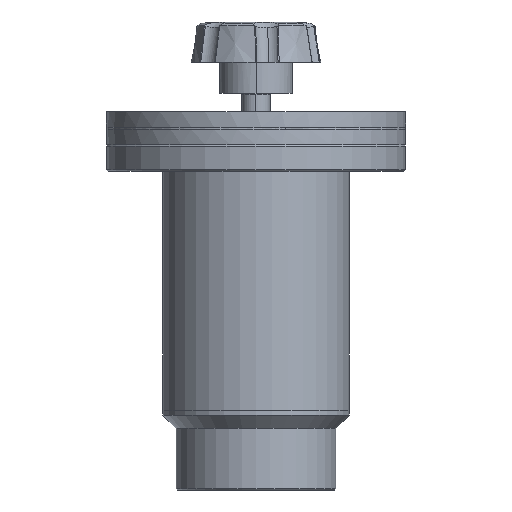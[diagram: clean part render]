
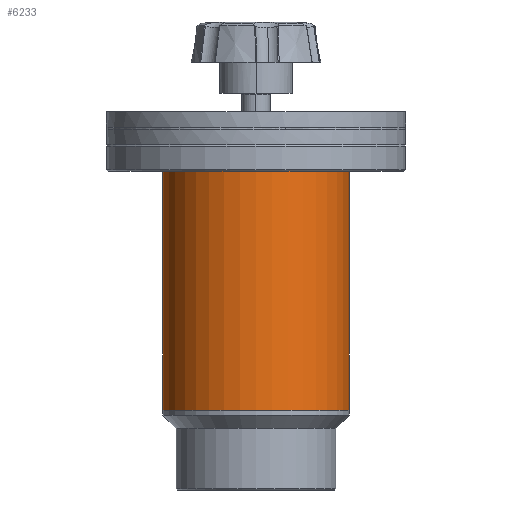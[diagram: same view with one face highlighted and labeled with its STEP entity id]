
A CAD part, front view. The second image highlights one B-rep face of the part: STEP entity #6233.
In plain terms, the highlighted cylindrical face has radius 44.45 mm (diameter 88.9 mm), a partial arc.
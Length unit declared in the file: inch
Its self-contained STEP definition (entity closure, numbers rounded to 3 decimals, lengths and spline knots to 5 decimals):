
#54 = CYLINDRICAL_SURFACE ( 'NONE', #2978, 1.75 ) ;
#1011 = LINE ( 'NONE', #13134, #12528 ) ;
#1631 = CIRCLE ( 'NONE', #9680, 1.75 ) ;
#1862 = CARTESIAN_POINT ( 'NONE',  ( 0., 0., 4.53 ) ) ;
#2466 = CARTESIAN_POINT ( 'NONE',  ( -1.75, 0., 4.53 ) ) ;
#2477 = LINE ( 'NONE', #6377, #13975 ) ;
#2503 = VERTEX_POINT ( 'NONE', #8628 ) ;
#2978 = AXIS2_PLACEMENT_3D ( 'NONE', #3651, #9220, #10333 ) ;
#3576 = DIRECTION ( 'NONE',  ( -1., 0., 0. ) ) ;
#3651 = CARTESIAN_POINT ( 'NONE',  ( 0., 0., 4.55 ) ) ;
#4013 = EDGE_LOOP ( 'NONE', ( #8673, #13157, #9985, #6280 ) ) ;
#4129 = DIRECTION ( 'NONE',  ( 0., 0., 1. ) ) ;
#4848 = VERTEX_POINT ( 'NONE', #7839 ) ;
#6233 = ADVANCED_FACE ( 'NONE', ( #6344 ), #54, .T. ) ;
#6280 = ORIENTED_EDGE ( 'NONE', *, *, #6396, .T. ) ;
#6344 = FACE_OUTER_BOUND ( 'NONE', #4013, .T. ) ;
#6377 = CARTESIAN_POINT ( 'NONE',  ( 1.75, 0., 4.55 ) ) ;
#6396 = EDGE_CURVE ( 'NONE', #2503, #9907, #1631, .T. ) ;
#6481 = DIRECTION ( 'NONE',  ( 0., 0., -1. ) ) ;
#7839 = CARTESIAN_POINT ( 'NONE',  ( 1.75, 0., 4.53 ) ) ;
#8516 = AXIS2_PLACEMENT_3D ( 'NONE', #1862, #9663, #3576 ) ;
#8628 = CARTESIAN_POINT ( 'NONE',  ( -1.75, 0., 0. ) ) ;
#8673 = ORIENTED_EDGE ( 'NONE', *, *, #9468, .F. ) ;
#9220 = DIRECTION ( 'NONE',  ( 0., 0., -1. ) ) ;
#9468 = EDGE_CURVE ( 'NONE', #4848, #9907, #2477, .T. ) ;
#9663 = DIRECTION ( 'NONE',  ( 0., 0., -1. ) ) ;
#9680 = AXIS2_PLACEMENT_3D ( 'NONE', #10823, #4129, #11931 ) ;
#9907 = VERTEX_POINT ( 'NONE', #12841 ) ;
#9985 = ORIENTED_EDGE ( 'NONE', *, *, #12247, .T. ) ;
#10262 = CIRCLE ( 'NONE', #8516, 1.75 ) ;
#10333 = DIRECTION ( 'NONE',  ( -1., 0., 0. ) ) ;
#10823 = CARTESIAN_POINT ( 'NONE',  ( 0., 0., 0. ) ) ;
#11931 = DIRECTION ( 'NONE',  ( -1., 0., 0. ) ) ;
#12247 = EDGE_CURVE ( 'NONE', #13985, #2503, #1011, .T. ) ;
#12528 = VECTOR ( 'NONE', #6481, 39.37008 ) ;
#12719 = EDGE_CURVE ( 'NONE', #4848, #13985, #10262, .T. ) ;
#12841 = CARTESIAN_POINT ( 'NONE',  ( 1.75, 0., 0. ) ) ;
#13048 = DIRECTION ( 'NONE',  ( 0., 0., -1. ) ) ;
#13134 = CARTESIAN_POINT ( 'NONE',  ( -1.75, 0., 4.55 ) ) ;
#13157 = ORIENTED_EDGE ( 'NONE', *, *, #12719, .T. ) ;
#13975 = VECTOR ( 'NONE', #13048, 39.37008 ) ;
#13985 = VERTEX_POINT ( 'NONE', #2466 ) ;
